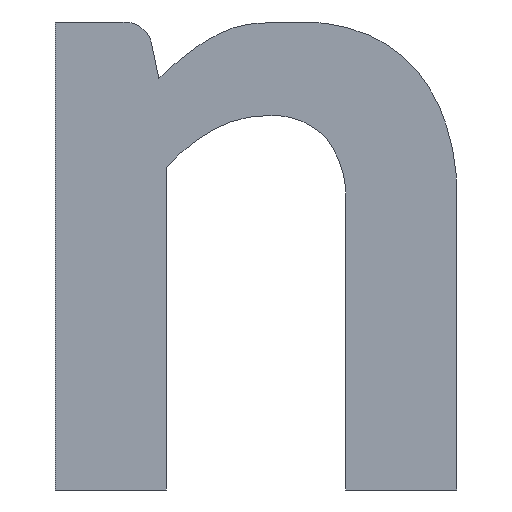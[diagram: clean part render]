
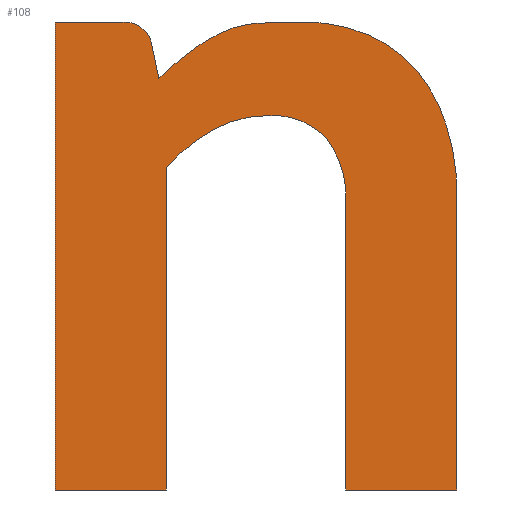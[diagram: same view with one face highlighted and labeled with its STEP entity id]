
A CAD part, front view. The second image highlights one B-rep face of the part: STEP entity #108.
In plain terms, the highlighted planar face has unit normal (0, -1, 0).
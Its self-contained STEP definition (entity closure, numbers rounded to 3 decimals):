
#12=LINE('',#169,#21);
#13=LINE('',#173,#22);
#14=LINE('',#175,#23);
#15=LINE('',#177,#24);
#16=LINE('',#179,#25);
#17=LINE('',#189,#26);
#18=LINE('',#191,#27);
#19=LINE('',#193,#28);
#20=LINE('',#203,#29);
#21=VECTOR('',#133,1000.);
#22=VECTOR('',#136,1000.);
#23=VECTOR('',#137,1000.);
#24=VECTOR('',#138,1000.);
#25=VECTOR('',#139,1000.);
#26=VECTOR('',#148,1000.);
#27=VECTOR('',#149,1000.);
#28=VECTOR('',#150,1000.);
#29=VECTOR('',#159,1000.);
#30=ORIENTED_EDGE('',*,*,#51,.F.);
#31=ORIENTED_EDGE('',*,*,#52,.F.);
#32=ORIENTED_EDGE('',*,*,#53,.F.);
#33=ORIENTED_EDGE('',*,*,#54,.F.);
#34=ORIENTED_EDGE('',*,*,#55,.F.);
#35=ORIENTED_EDGE('',*,*,#56,.F.);
#36=ORIENTED_EDGE('',*,*,#57,.F.);
#37=ORIENTED_EDGE('',*,*,#58,.F.);
#38=ORIENTED_EDGE('',*,*,#59,.F.);
#39=ORIENTED_EDGE('',*,*,#60,.F.);
#40=ORIENTED_EDGE('',*,*,#61,.F.);
#41=ORIENTED_EDGE('',*,*,#62,.F.);
#42=ORIENTED_EDGE('',*,*,#63,.F.);
#43=ORIENTED_EDGE('',*,*,#64,.F.);
#44=ORIENTED_EDGE('',*,*,#65,.F.);
#45=ORIENTED_EDGE('',*,*,#66,.F.);
#46=ORIENTED_EDGE('',*,*,#67,.F.);
#47=ORIENTED_EDGE('',*,*,#68,.F.);
#48=ORIENTED_EDGE('',*,*,#69,.F.);
#49=ORIENTED_EDGE('',*,*,#70,.F.);
#50=ORIENTED_EDGE('',*,*,#71,.F.);
#51=EDGE_CURVE('',#72,#73,#93,.T.);
#52=EDGE_CURVE('',#74,#72,#12,.T.);
#53=EDGE_CURVE('',#75,#74,#94,.T.);
#54=EDGE_CURVE('',#76,#75,#13,.T.);
#55=EDGE_CURVE('',#77,#76,#14,.T.);
#56=EDGE_CURVE('',#78,#77,#15,.T.);
#57=EDGE_CURVE('',#79,#78,#16,.T.);
#58=EDGE_CURVE('',#80,#79,#95,.T.);
#59=EDGE_CURVE('',#81,#80,#96,.T.);
#60=EDGE_CURVE('',#82,#81,#97,.T.);
#61=EDGE_CURVE('',#83,#82,#98,.T.);
#62=EDGE_CURVE('',#84,#83,#17,.T.);
#63=EDGE_CURVE('',#85,#84,#18,.T.);
#64=EDGE_CURVE('',#86,#85,#19,.T.);
#65=EDGE_CURVE('',#87,#86,#99,.T.);
#66=EDGE_CURVE('',#88,#87,#100,.T.);
#67=EDGE_CURVE('',#89,#88,#101,.T.);
#68=EDGE_CURVE('',#90,#89,#102,.T.);
#69=EDGE_CURVE('',#91,#90,#20,.T.);
#70=EDGE_CURVE('',#92,#91,#103,.T.);
#71=EDGE_CURVE('',#73,#92,#104,.T.);
#72=VERTEX_POINT('',#167);
#73=VERTEX_POINT('',#168);
#74=VERTEX_POINT('',#170);
#75=VERTEX_POINT('',#172);
#76=VERTEX_POINT('',#174);
#77=VERTEX_POINT('',#176);
#78=VERTEX_POINT('',#178);
#79=VERTEX_POINT('',#180);
#80=VERTEX_POINT('',#182);
#81=VERTEX_POINT('',#184);
#82=VERTEX_POINT('',#186);
#83=VERTEX_POINT('',#188);
#84=VERTEX_POINT('',#190);
#85=VERTEX_POINT('',#192);
#86=VERTEX_POINT('',#194);
#87=VERTEX_POINT('',#196);
#88=VERTEX_POINT('',#198);
#89=VERTEX_POINT('',#200);
#90=VERTEX_POINT('',#202);
#91=VERTEX_POINT('',#204);
#92=VERTEX_POINT('',#206);
#93=CIRCLE('',#115,0.482);
#94=CIRCLE('',#116,0.047);
#95=CIRCLE('',#117,0.335);
#96=CIRCLE('',#118,0.186);
#97=CIRCLE('',#119,0.126);
#98=CIRCLE('',#120,0.165);
#99=CIRCLE('',#121,0.393);
#100=CIRCLE('',#122,0.272);
#101=CIRCLE('',#123,0.224);
#102=CIRCLE('',#124,0.283);
#103=CIRCLE('',#125,0.164);
#104=CIRCLE('',#126,0.305);
#105=EDGE_LOOP('',(#30,#31,#32,#33,#34,#35,#36,#37,#38,#39,#40,#41,#42,
#43,#44,#45,#46,#47,#48,#49,#50));
#106=FACE_BOUND('',#105,.T.);
#107=PLANE('',#114);
#108=ADVANCED_FACE('',(#106),#107,.T.);
#114=AXIS2_PLACEMENT_3D('',#165,#129,#130);
#115=AXIS2_PLACEMENT_3D('',#166,#131,#132);
#116=AXIS2_PLACEMENT_3D('',#171,#134,#135);
#117=AXIS2_PLACEMENT_3D('',#181,#140,#141);
#118=AXIS2_PLACEMENT_3D('',#183,#142,#143);
#119=AXIS2_PLACEMENT_3D('',#185,#144,#145);
#120=AXIS2_PLACEMENT_3D('',#187,#146,#147);
#121=AXIS2_PLACEMENT_3D('',#195,#151,#152);
#122=AXIS2_PLACEMENT_3D('',#197,#153,#154);
#123=AXIS2_PLACEMENT_3D('',#199,#155,#156);
#124=AXIS2_PLACEMENT_3D('',#201,#157,#158);
#125=AXIS2_PLACEMENT_3D('',#205,#160,#161);
#126=AXIS2_PLACEMENT_3D('',#207,#162,#163);
#129=DIRECTION('',(0.,-1.,0.));
#130=DIRECTION('',(1.,0.,0.));
#131=DIRECTION('',(0.,1.,0.));
#132=DIRECTION('',(-0.708,0.,0.707));
#133=DIRECTION('',(0.204,0.,-0.979));
#134=DIRECTION('',(0.,1.,0.));
#135=DIRECTION('',(-0.063,0.,0.998));
#136=DIRECTION('',(1.,0.,0.));
#137=DIRECTION('',(0.,0.,1.));
#138=DIRECTION('',(-1.,0.,0.));
#139=DIRECTION('',(0.,0.,-1.));
#140=DIRECTION('',(0.,-1.,0.));
#141=DIRECTION('',(-0.488,0.,0.873));
#142=DIRECTION('',(0.,-1.,0.));
#143=DIRECTION('',(0.003,0.,1.));
#144=DIRECTION('',(0.,-1.,0.));
#145=DIRECTION('',(0.727,0.,0.687));
#146=DIRECTION('',(0.,-1.,0.));
#147=DIRECTION('',(0.998,0.,-0.061));
#148=DIRECTION('',(0.,0.,1.));
#149=DIRECTION('',(-1.,0.,0.));
#150=DIRECTION('',(0.,0.,-1.));
#151=DIRECTION('',(0.,1.,0.));
#152=DIRECTION('',(0.955,0.,0.295));
#153=DIRECTION('',(0.,1.,0.));
#154=DIRECTION('',(0.769,0.,0.639));
#155=DIRECTION('',(0.,1.,0.));
#156=DIRECTION('',(0.394,0.,0.919));
#157=DIRECTION('',(0.,1.,0.));
#158=DIRECTION('',(-0.018,0.,1.));
#159=DIRECTION('',(1.,0.,0.027));
#160=DIRECTION('',(0.,1.,0.));
#161=DIRECTION('',(-0.441,0.,0.898));
#162=DIRECTION('',(0.,1.,0.));
#163=DIRECTION('',(-0.613,0.,0.79));
#165=CARTESIAN_POINT('',(1.391,0.,0.703));
#166=CARTESIAN_POINT('',(1.732,0.,0.362));
#167=CARTESIAN_POINT('',(1.391,0.,0.703));
#168=CARTESIAN_POINT('',(1.442,0.,0.747));
#169=CARTESIAN_POINT('',(1.378,0.,0.766));
#170=CARTESIAN_POINT('',(1.378,0.,0.766));
#171=CARTESIAN_POINT('',(1.332,0.,0.753));
#172=CARTESIAN_POINT('',(1.33,0.,0.8));
#173=CARTESIAN_POINT('',(1.214,0.,0.8));
#174=CARTESIAN_POINT('',(1.214,0.,0.8));
#175=CARTESIAN_POINT('',(1.214,0.,0.));
#176=CARTESIAN_POINT('',(1.214,0.,0.));
#177=CARTESIAN_POINT('',(1.404,0.,0.));
#178=CARTESIAN_POINT('',(1.404,0.,0.));
#179=CARTESIAN_POINT('',(1.404,0.,0.552));
#180=CARTESIAN_POINT('',(1.404,0.,0.552));
#181=CARTESIAN_POINT('',(1.648,0.,0.324));
#182=CARTESIAN_POINT('',(1.485,0.,0.616));
#183=CARTESIAN_POINT('',(1.576,0.,0.454));
#184=CARTESIAN_POINT('',(1.577,0.,0.64));
#185=CARTESIAN_POINT('',(1.586,0.,0.515));
#186=CARTESIAN_POINT('',(1.678,0.,0.601));
#187=CARTESIAN_POINT('',(1.546,0.,0.502));
#188=CARTESIAN_POINT('',(1.711,0.,0.492));
#189=CARTESIAN_POINT('',(1.711,0.,0.));
#190=CARTESIAN_POINT('',(1.711,0.,0.));
#191=CARTESIAN_POINT('',(1.901,0.,0.));
#192=CARTESIAN_POINT('',(1.901,0.,0.));
#193=CARTESIAN_POINT('',(1.901,0.,0.502));
#194=CARTESIAN_POINT('',(1.901,0.,0.502));
#195=CARTESIAN_POINT('',(1.507,0.,0.506));
#196=CARTESIAN_POINT('',(1.883,0.,0.622));
#197=CARTESIAN_POINT('',(1.623,0.,0.543));
#198=CARTESIAN_POINT('',(1.832,0.,0.717));
#199=CARTESIAN_POINT('',(1.661,0.,0.572));
#200=CARTESIAN_POINT('',(1.749,0.,0.778));
#201=CARTESIAN_POINT('',(1.64,0.,0.517));
#202=CARTESIAN_POINT('',(1.635,0.,0.8));
#203=CARTESIAN_POINT('',(1.598,0.,0.799));
#204=CARTESIAN_POINT('',(1.561,0.,0.798));
#205=CARTESIAN_POINT('',(1.57,0.,0.635));
#206=CARTESIAN_POINT('',(1.498,0.,0.782));
#207=CARTESIAN_POINT('',(1.629,0.,0.506));
